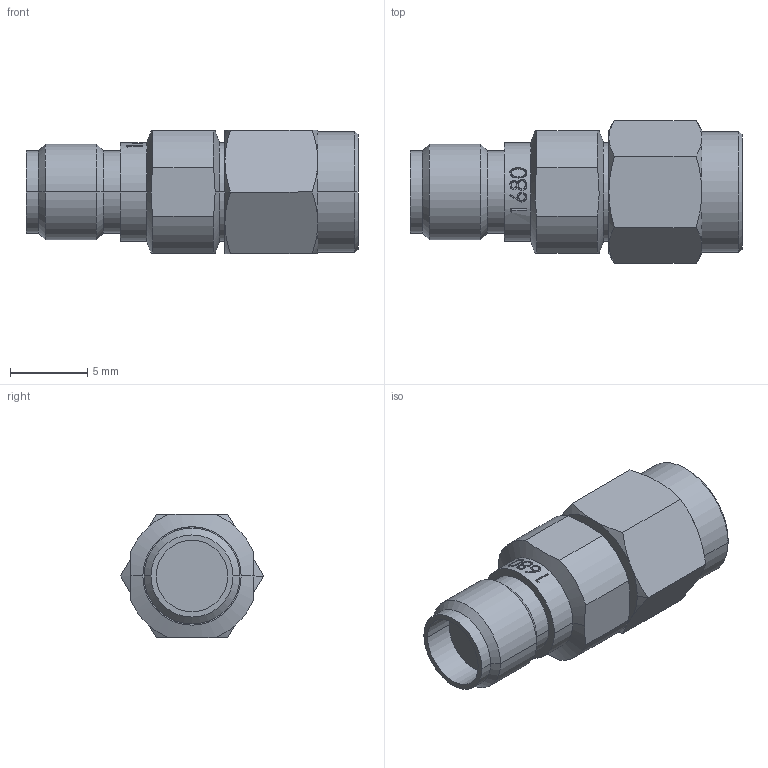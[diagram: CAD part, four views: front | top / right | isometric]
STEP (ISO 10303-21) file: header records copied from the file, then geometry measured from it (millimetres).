
FILE_DESCRIPTION (( 'STEP AP214' ), '1' );
FILE_NAME ('FMAD1680_3D.step', '2023-03-13T20:47:17', ( '' ), ( '' ), 'SwSTEP 2.0', 'SolidWorks 2022', '' );
FILE_SCHEMA (( 'AUTOMOTIVE_DESIGN' ));
Length unit declared in the file: millimetre
Products named in the file (1): FMAD1680_3D
Bounding box: 21.45 x 9.24 x 8 mm (x, y, z)
Volume: 791 mm3; surface area: 792.3 mm2
Topology: 1 solids, 1 shells, 135 faces, 312 edges, 194 vertices
Faces by surface type: bspline 43, cylinder 36, cone 34, plane 20, torus 2
Entity records: 7209 total; most frequent: CARTESIAN_POINT 4508, ORIENTED_EDGE 624, DIRECTION 414, EDGE_CURVE 312, VERTEX_POINT 194, AXIS2_PLACEMENT_3D 177, B_SPLINE_CURVE_WITH_KNOTS 168, EDGE_LOOP 150
